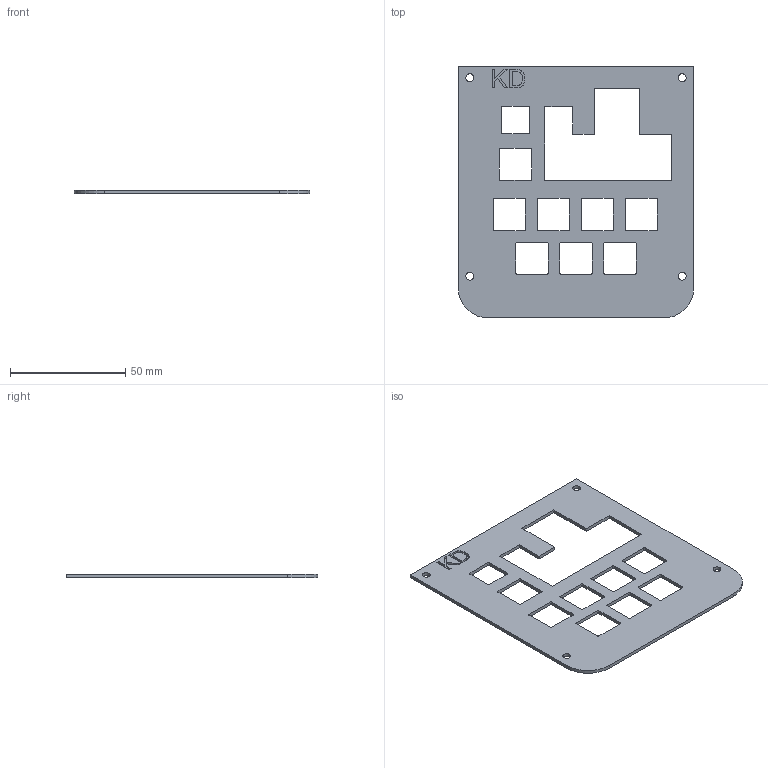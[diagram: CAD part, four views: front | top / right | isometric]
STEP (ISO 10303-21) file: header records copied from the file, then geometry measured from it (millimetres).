
FILE_DESCRIPTION(/* description */ (''),/* implementation_level */ '2;1');
FILE_NAME(/* name */ 'KPAD Case Top.step',/* time_stamp */ '2025-11-29T11:56:50-06:00',/* author */ (''),/* organization */ (''),/* preprocessor_version */ 'ST-DEVELOPER v20.1',/* originating_system */ 'Autodesk Translation Framework v14.21.0.0',/* authorisation */ '');
FILE_SCHEMA (('AUTOMOTIVE_DESIGN { 1 0 10303 214 3 1 1 }'));
Length unit declared in the file: millimetre
Products named in the file (1): 2025-11-27-12-02-18-797
Bounding box: 102 x 109 x 1.5 mm (x, y, z)
Volume: 11464 mm3; surface area: 17164 mm2
Topology: 1 solids, 1 shells, 131 faces, 378 edges, 252 vertices
Faces by surface type: plane 73, cylinder 42, bspline 16
Full cylindrical faces by diameter (mm): 3.4 x4
Entity records: 4545 total; most frequent: CARTESIAN_POINT 1034, ORIENTED_EDGE 756, DIRECTION 662, EDGE_CURVE 378, LINE 262, VECTOR 262, VERTEX_POINT 252, AXIS2_PLACEMENT_3D 200
